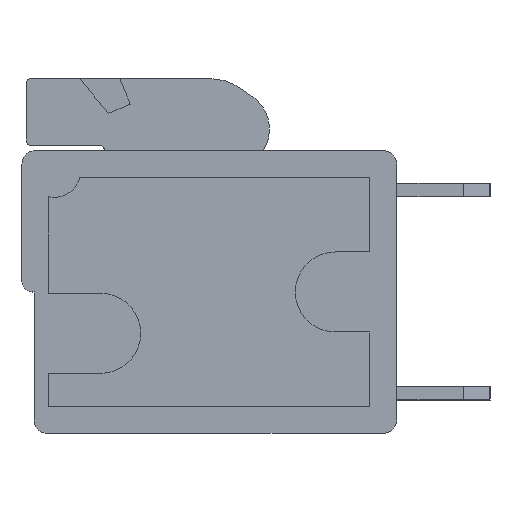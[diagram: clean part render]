
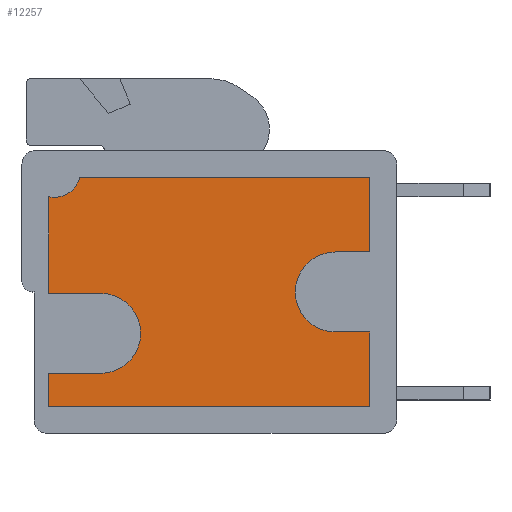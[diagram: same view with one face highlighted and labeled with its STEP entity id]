
A CAD part, left-side view. The second image highlights one B-rep face of the part: STEP entity #12257.
In plain terms, the highlighted face is planar.
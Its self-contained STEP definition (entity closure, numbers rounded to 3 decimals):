
#49 = CARTESIAN_POINT ( 'NONE',  ( -12.85, 0.7, 0.75 ) ) ;
#88 = ORIENTED_EDGE ( 'NONE', *, *, #506, .F. ) ;
#179 = DIRECTION ( 'NONE',  ( 0., 0., 1. ) ) ;
#212 = CARTESIAN_POINT ( 'NONE',  ( -1., 0.7, 3.8 ) ) ;
#250 = CARTESIAN_POINT ( 'NONE',  ( -13.05, 0.7, 8.35 ) ) ;
#506 = EDGE_CURVE ( 'NONE', #8898, #1384, #9466, .T. ) ;
#518 = DIRECTION ( 'NONE',  ( 1., 0., 0. ) ) ;
#609 = ORIENTED_EDGE ( 'NONE', *, *, #2179, .T. ) ;
#652 = ORIENTED_EDGE ( 'NONE', *, *, #4230, .T. ) ;
#848 = EDGE_CURVE ( 'NONE', #4959, #10861, #9917, .T. ) ;
#1001 = EDGE_LOOP ( 'NONE', ( #3193, #1969, #13044, #10147, #14054, #2898, #652, #10337, #4483, #5324, #609, #88, #11438, #9401 ) ) ;
#1238 = CARTESIAN_POINT ( 'NONE',  ( 0., 0.7, 0. ) ) ;
#1384 = VERTEX_POINT ( 'NONE', #4221 ) ;
#1802 = CARTESIAN_POINT ( 'NONE',  ( -2.3, 0.7, 3.8 ) ) ;
#1838 = VERTEX_POINT ( 'NONE', #4910 ) ;
#1969 = ORIENTED_EDGE ( 'NONE', *, *, #6801, .T. ) ;
#2008 = EDGE_CURVE ( 'NONE', #9513, #2331, #4736, .T. ) ;
#2179 = EDGE_CURVE ( 'NONE', #14051, #1384, #3679, .T. ) ;
#2300 = VECTOR ( 'NONE', #518, 1000. ) ;
#2331 = VERTEX_POINT ( 'NONE', #1802 ) ;
#2519 = VERTEX_POINT ( 'NONE', #12721 ) ;
#2898 = ORIENTED_EDGE ( 'NONE', *, *, #3928, .T. ) ;
#3179 = VERTEX_POINT ( 'NONE', #3413 ) ;
#3193 = ORIENTED_EDGE ( 'NONE', *, *, #848, .T. ) ;
#3293 = DIRECTION ( 'NONE',  ( 0., 0., 1. ) ) ;
#3413 = CARTESIAN_POINT ( 'NONE',  ( -1., 0.7, 1. ) ) ;
#3529 = CARTESIAN_POINT ( 'NONE',  ( -2.3, 0.7, 3.8 ) ) ;
#3679 = LINE ( 'NONE', #5935, #12051 ) ;
#3928 = EDGE_CURVE ( 'NONE', #2331, #6009, #4750, .T. ) ;
#3997 = VECTOR ( 'NONE', #9621, 1000. ) ;
#4078 = CARTESIAN_POINT ( 'NONE',  ( -2.3, 0.7, 6.8 ) ) ;
#4087 = VERTEX_POINT ( 'NONE', #7348 ) ;
#4221 = CARTESIAN_POINT ( 'NONE',  ( -11.1, 0.7, 5.35 ) ) ;
#4230 = EDGE_CURVE ( 'NONE', #6009, #3179, #9071, .T. ) ;
#4319 = VERTEX_POINT ( 'NONE', #12689 ) ;
#4459 = VECTOR ( 'NONE', #11008, 1000. ) ;
#4483 = ORIENTED_EDGE ( 'NONE', *, *, #5539, .T. ) ;
#4610 = DIRECTION ( 'NONE',  ( 0., 0., -1. ) ) ;
#4686 = CARTESIAN_POINT ( 'NONE',  ( -1., 0.7, 9.6 ) ) ;
#4736 = CIRCLE ( 'NONE', #9976, 1.5 ) ;
#4750 = LINE ( 'NONE', #3529, #2300 ) ;
#4910 = CARTESIAN_POINT ( 'NONE',  ( -1., 0.7, 6.8 ) ) ;
#4959 = VERTEX_POINT ( 'NONE', #5825 ) ;
#5139 = EDGE_CURVE ( 'NONE', #2519, #1838, #9903, .T. ) ;
#5324 = ORIENTED_EDGE ( 'NONE', *, *, #6234, .T. ) ;
#5527 = AXIS2_PLACEMENT_3D ( 'NONE', #49, #8536, #12966 ) ;
#5539 = EDGE_CURVE ( 'NONE', #4087, #7305, #5974, .T. ) ;
#5644 = CARTESIAN_POINT ( 'NONE',  ( -1., 0.7, 3.8 ) ) ;
#5747 = VECTOR ( 'NONE', #4610, 1000. ) ;
#5825 = CARTESIAN_POINT ( 'NONE',  ( -13.05, 0.7, 8.35 ) ) ;
#5847 = LINE ( 'NONE', #11254, #9819 ) ;
#5935 = CARTESIAN_POINT ( 'NONE',  ( -13.05, 0.7, 5.35 ) ) ;
#5974 = CIRCLE ( 'NONE', #5527, 1. ) ;
#6009 = VERTEX_POINT ( 'NONE', #5644 ) ;
#6234 = EDGE_CURVE ( 'NONE', #7305, #14051, #8120, .T. ) ;
#6437 = DIRECTION ( 'NONE',  ( 0., 1., 0. ) ) ;
#6590 = CARTESIAN_POINT ( 'NONE',  ( -1., 0.7, 1. ) ) ;
#6650 = CARTESIAN_POINT ( 'NONE',  ( -13.05, 0.7, 9.6 ) ) ;
#6677 = DIRECTION ( 'NONE',  ( 0., 1., 0. ) ) ;
#6723 = DIRECTION ( 'NONE',  ( 0., -1., 0. ) ) ;
#6801 = EDGE_CURVE ( 'NONE', #10861, #2519, #12126, .T. ) ;
#7160 = CARTESIAN_POINT ( 'NONE',  ( -9.6, 0.7, 6.85 ) ) ;
#7280 = CARTESIAN_POINT ( 'NONE',  ( -13.05, 0.7, 5.35 ) ) ;
#7305 = VERTEX_POINT ( 'NONE', #13242 ) ;
#7348 = CARTESIAN_POINT ( 'NONE',  ( -11.882, 0.7, 1. ) ) ;
#7443 = CARTESIAN_POINT ( 'NONE',  ( -13.05, 0.7, 9.6 ) ) ;
#7469 = EDGE_CURVE ( 'NONE', #3179, #4087, #14072, .T. ) ;
#7482 = CARTESIAN_POINT ( 'NONE',  ( -11.1, 0.7, 6.85 ) ) ;
#7662 = DIRECTION ( 'NONE',  ( -1., 0., 0. ) ) ;
#7916 = DIRECTION ( 'NONE',  ( -1., 0., 0. ) ) ;
#8120 = LINE ( 'NONE', #9190, #10411 ) ;
#8147 = EDGE_CURVE ( 'NONE', #4959, #4319, #13100, .T. ) ;
#8369 = AXIS2_PLACEMENT_3D ( 'NONE', #7482, #8707, #3293 ) ;
#8447 = CARTESIAN_POINT ( 'NONE',  ( -13.05, 0.7, 8.35 ) ) ;
#8536 = DIRECTION ( 'NONE',  ( 0., -1., 0. ) ) ;
#8707 = DIRECTION ( 'NONE',  ( 0., 1., 0. ) ) ;
#8898 = VERTEX_POINT ( 'NONE', #7160 ) ;
#8935 = DIRECTION ( 'NONE',  ( 0., 0., -1. ) ) ;
#8962 = CARTESIAN_POINT ( 'NONE',  ( -2.3, 0.7, 5.3 ) ) ;
#9071 = LINE ( 'NONE', #212, #13980 ) ;
#9190 = CARTESIAN_POINT ( 'NONE',  ( -13.05, 0.7, 1.73 ) ) ;
#9401 = ORIENTED_EDGE ( 'NONE', *, *, #8147, .F. ) ;
#9466 = CIRCLE ( 'NONE', #9936, 1.5 ) ;
#9513 = VERTEX_POINT ( 'NONE', #4078 ) ;
#9621 = DIRECTION ( 'NONE',  ( 1., 0., 0. ) ) ;
#9819 = VECTOR ( 'NONE', #7916, 1000. ) ;
#9903 = LINE ( 'NONE', #4686, #5747 ) ;
#9917 = LINE ( 'NONE', #250, #4459 ) ;
#9936 = AXIS2_PLACEMENT_3D ( 'NONE', #10867, #6677, #179 ) ;
#9976 = AXIS2_PLACEMENT_3D ( 'NONE', #8962, #6723, #13307 ) ;
#10014 = CIRCLE ( 'NONE', #8369, 1.5 ) ;
#10147 = ORIENTED_EDGE ( 'NONE', *, *, #11429, .T. ) ;
#10188 = DIRECTION ( 'NONE',  ( 1., 0., 0. ) ) ;
#10337 = ORIENTED_EDGE ( 'NONE', *, *, #7469, .T. ) ;
#10411 = VECTOR ( 'NONE', #11377, 1000. ) ;
#10418 = EDGE_CURVE ( 'NONE', #4319, #8898, #10014, .T. ) ;
#10748 = PLANE ( 'NONE',  #12366 ) ;
#10861 = VERTEX_POINT ( 'NONE', #7443 ) ;
#10867 = CARTESIAN_POINT ( 'NONE',  ( -11.1, 0.7, 6.85 ) ) ;
#10979 = DIRECTION ( 'NONE',  ( 1., 0., 0. ) ) ;
#11008 = DIRECTION ( 'NONE',  ( 0., 0., 1. ) ) ;
#11254 = CARTESIAN_POINT ( 'NONE',  ( -1., 0.7, 6.8 ) ) ;
#11377 = DIRECTION ( 'NONE',  ( 0., 0., 1. ) ) ;
#11429 = EDGE_CURVE ( 'NONE', #1838, #9513, #5847, .T. ) ;
#11438 = ORIENTED_EDGE ( 'NONE', *, *, #10418, .F. ) ;
#11523 = VECTOR ( 'NONE', #7662, 1000. ) ;
#11714 = VECTOR ( 'NONE', #12285, 1000. ) ;
#11908 = FACE_OUTER_BOUND ( 'NONE', #1001, .T. ) ;
#12051 = VECTOR ( 'NONE', #10188, 1000. ) ;
#12126 = LINE ( 'NONE', #6650, #11714 ) ;
#12257 = ADVANCED_FACE ( 'NONE', ( #11908 ), #10748, .T. ) ;
#12285 = DIRECTION ( 'NONE',  ( 1., 0., 0. ) ) ;
#12366 = AXIS2_PLACEMENT_3D ( 'NONE', #1238, #6437, #10979 ) ;
#12689 = CARTESIAN_POINT ( 'NONE',  ( -11.1, 0.7, 8.35 ) ) ;
#12721 = CARTESIAN_POINT ( 'NONE',  ( -1., 0.7, 9.6 ) ) ;
#12966 = DIRECTION ( 'NONE',  ( 0.968, 0., 0.25 ) ) ;
#13044 = ORIENTED_EDGE ( 'NONE', *, *, #5139, .T. ) ;
#13100 = LINE ( 'NONE', #8447, #3997 ) ;
#13242 = CARTESIAN_POINT ( 'NONE',  ( -13.05, 0.7, 1.73 ) ) ;
#13307 = DIRECTION ( 'NONE',  ( 0., 0., 1. ) ) ;
#13980 = VECTOR ( 'NONE', #8935, 1000. ) ;
#14051 = VERTEX_POINT ( 'NONE', #7280 ) ;
#14054 = ORIENTED_EDGE ( 'NONE', *, *, #2008, .T. ) ;
#14072 = LINE ( 'NONE', #6590, #11523 ) ;
